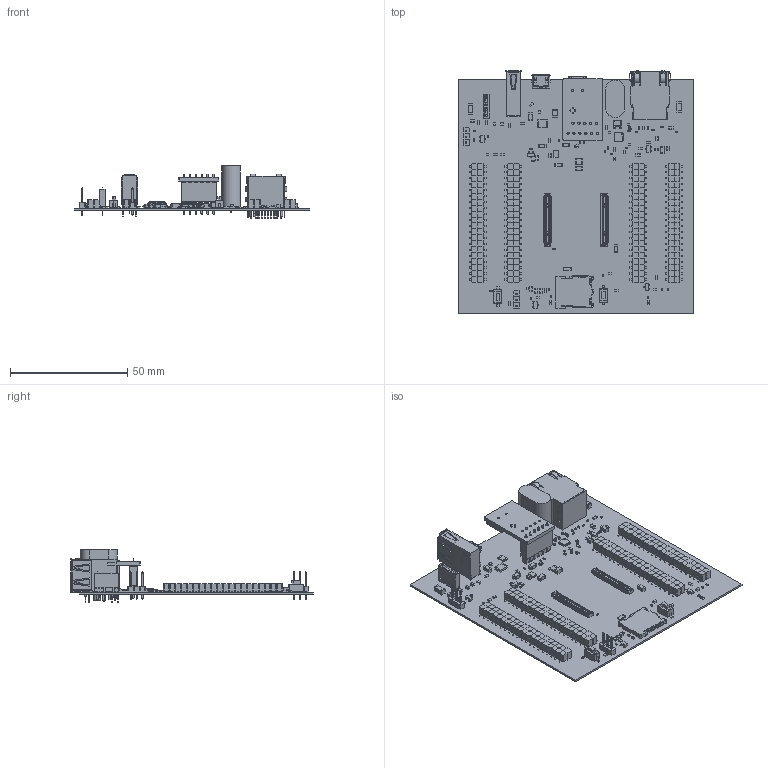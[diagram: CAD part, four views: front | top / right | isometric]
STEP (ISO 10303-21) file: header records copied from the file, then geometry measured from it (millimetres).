
FILE_DESCRIPTION(('Open CASCADE Model'),'2;1');
FILE_NAME('Open CASCADE Shape Model','2021-02-16T18:08:59',('Author'),( 'Open CASCADE'),'Open CASCADE STEP processor 6.8','Open CASCADE 6.8' ,'Unknown');
FILE_SCHEMA(('AUTOMOTIVE_DESIGN { 1 0 10303 214 1 1 1 1 }'));
Length unit declared in the file: millimetre
Products named in the file (449): PCB; Board; AB_RoadRunner; DF40C-100DS; R42; 1186685240; Extruded; 1186685104; 1186684968; U3; 1252926736; 1252926600; 1252926464; C27; 1252937208; 1252937072; 1252936936; C26; 1252928232; 1252928096; 1252927960; R34; 1252933264; 1252933400; 1252933536; P2; 1258333776; 1258333640; 1258333504; 1258333368; 1258333232; 1258333096; C25; 1252939112; 1252932448; R33; R32; 1252931496; 1252931632; 1252931768 ...
Assembly tree (1287 placements, depth 6):
  PCB
    Board
    AB_RoadRunner
      DF40C-100DS  x2
    R42
      1186685240
        Extruded
      1186685104
        Extruded
      1186684968
        Extruded
    U3
      1252926736
        Extruded
      1252926600  x3
        Extruded
      1252926464  x3
        Extruded
    C27
      1252937208
        Extruded
      1252937072
        Extruded
      1252936936
        Extruded
    C26
      1252928232
        Extruded
      1252928096
        Extruded
      1252927960
        Extruded
    R34
      1252933264  x2
        Extruded
      1252933400  x2
        Extruded
      1252933536
        Extruded
    P2
      1258333776
        Extruded
      1258333640
        Extruded
      1258333504  x2
        Extruded
      1258333368  x2
        Extruded
      1258333232  x2
        Extruded
      1258333096
        Extruded
    C25
      1252939112
        Extruded
      1252932448  x2
        Extruded
    R33
      1252933264  x2
        Extruded
Bounding box: 100.5 x 103.57 x 22.22 mm (x, y, z)
Volume: 20869.3 mm3; surface area: 40068.2 mm2
Topology: 1010 solids, 1010 shells, 13556 faces, 32787 edges, 21717 vertices
Faces by surface type: plane 11867, cylinder 1607, cone 40, bspline 20, revolution 16, sphere 4, extrusion 2
Full cylindrical faces by diameter (mm): 0.05 x26, 0.15 x24, 0.25 x24, 0.3 x1, 0.35 x24, 0.45 x24, 0.5 x4, 0.55 x24, 0.6 x3, 0.9 x2, 1 x11
Entity records: 190572 total; most frequent: CARTESIAN_POINT 33525, DIRECTION 29871, ORIENTED_EDGE 29246, EDGE_CURVE 14623, VECTOR 12559, LINE 12557, VERTEX_POINT 9613, AXIS2_PLACEMENT_3D 8648
